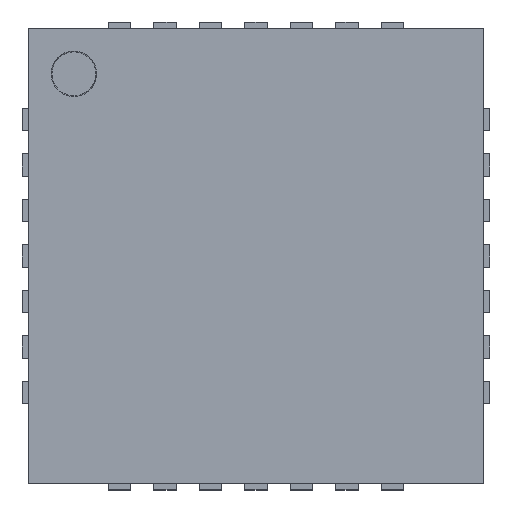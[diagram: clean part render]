
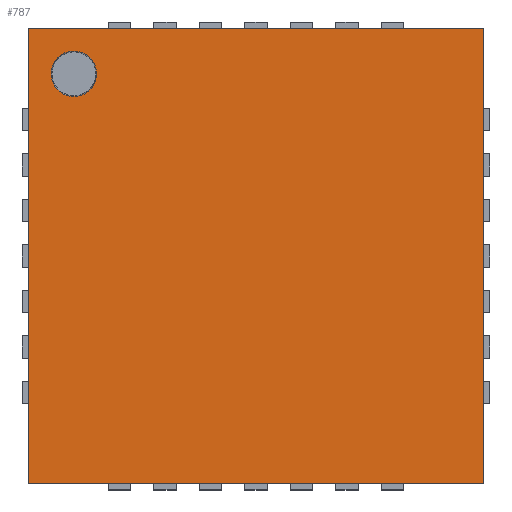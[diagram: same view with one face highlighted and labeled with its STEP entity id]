
A CAD part, top view. The second image highlights one B-rep face of the part: STEP entity #787.
In plain terms, the highlighted planar face has unit normal (0, 0, 1).
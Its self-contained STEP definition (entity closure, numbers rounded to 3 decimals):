
#76 = VERTEX_POINT ( 'NONE', #7969 ) ;
#335 = CARTESIAN_POINT ( 'NONE',  ( 2.5, 2.5, 0.97 ) ) ;
#449 = CARTESIAN_POINT ( 'NONE',  ( -2.5, -2.5, 0.97 ) ) ;
#505 = VECTOR ( 'NONE', #10836, 1000. ) ;
#605 = VECTOR ( 'NONE', #10803, 1000. ) ;
#787 = ADVANCED_FACE ( 'NONE', ( #11395, #11226 ), #6972, .F. ) ;
#1026 = LINE ( 'NONE', #1908, #10122 ) ;
#1071 = VERTEX_POINT ( 'NONE', #3632 ) ;
#1252 = DIRECTION ( 'NONE',  ( -1., 0., 0. ) ) ;
#1272 = CARTESIAN_POINT ( 'NONE',  ( -2., 2., 0.97 ) ) ;
#1712 = CIRCLE ( 'NONE', #3787, 0.25 ) ;
#1733 = CARTESIAN_POINT ( 'NONE',  ( 2.5, -2.5, 0.97 ) ) ;
#1871 = ORIENTED_EDGE ( 'NONE', *, *, #2393, .T. ) ;
#1908 = CARTESIAN_POINT ( 'NONE',  ( -2.5, -2.5, 0.97 ) ) ;
#2104 = DIRECTION ( 'NONE',  ( 0., 0., 1. ) ) ;
#2106 = ORIENTED_EDGE ( 'NONE', *, *, #3183, .T. ) ;
#2304 = CARTESIAN_POINT ( 'NONE',  ( -1.75, 2., 0.97 ) ) ;
#2368 = ORIENTED_EDGE ( 'NONE', *, *, #9160, .F. ) ;
#2393 = EDGE_CURVE ( 'NONE', #76, #10720, #1026, .T. ) ;
#2744 = LINE ( 'NONE', #7884, #5091 ) ;
#3183 = EDGE_CURVE ( 'NONE', #8717, #76, #10226, .T. ) ;
#3240 = ORIENTED_EDGE ( 'NONE', *, *, #6303, .T. ) ;
#3632 = CARTESIAN_POINT ( 'NONE',  ( -2.25, 2., 0.97 ) ) ;
#3787 = AXIS2_PLACEMENT_3D ( 'NONE', #1272, #2104, #6504 ) ;
#3864 = VERTEX_POINT ( 'NONE', #2304 ) ;
#5091 = VECTOR ( 'NONE', #6262, 1000. ) ;
#5419 = DIRECTION ( 'NONE',  ( 1., 0., 0. ) ) ;
#6122 = EDGE_CURVE ( 'NONE', #3864, #1071, #1712, .T. ) ;
#6262 = DIRECTION ( 'NONE',  ( -1., 0., 0. ) ) ;
#6271 = EDGE_CURVE ( 'NONE', #10720, #8132, #9870, .T. ) ;
#6303 = EDGE_CURVE ( 'NONE', #8132, #8717, #2744, .T. ) ;
#6504 = DIRECTION ( 'NONE',  ( 1., 0., 0. ) ) ;
#6972 = PLANE ( 'NONE',  #11190 ) ;
#7001 = CIRCLE ( 'NONE', #7563, 0.25 ) ;
#7481 = CARTESIAN_POINT ( 'NONE',  ( -2., 2., 0.97 ) ) ;
#7488 = EDGE_LOOP ( 'NONE', ( #10764, #2368 ) ) ;
#7563 = AXIS2_PLACEMENT_3D ( 'NONE', #7481, #10330, #11026 ) ;
#7884 = CARTESIAN_POINT ( 'NONE',  ( -2.5, 2.5, 0.97 ) ) ;
#7969 = CARTESIAN_POINT ( 'NONE',  ( -2.5, -2.5, 0.97 ) ) ;
#8132 = VERTEX_POINT ( 'NONE', #335 ) ;
#8396 = ORIENTED_EDGE ( 'NONE', *, *, #6271, .T. ) ;
#8673 = CARTESIAN_POINT ( 'NONE',  ( 0., 0., 0.97 ) ) ;
#8717 = VERTEX_POINT ( 'NONE', #10144 ) ;
#9160 = EDGE_CURVE ( 'NONE', #1071, #3864, #7001, .T. ) ;
#9611 = EDGE_LOOP ( 'NONE', ( #8396, #3240, #2106, #1871 ) ) ;
#9870 = LINE ( 'NONE', #1733, #605 ) ;
#10122 = VECTOR ( 'NONE', #5419, 1000. ) ;
#10144 = CARTESIAN_POINT ( 'NONE',  ( -2.5, 2.5, 0.97 ) ) ;
#10226 = LINE ( 'NONE', #449, #505 ) ;
#10330 = DIRECTION ( 'NONE',  ( 0., 0., 1. ) ) ;
#10474 = DIRECTION ( 'NONE',  ( 0., 0., -1. ) ) ;
#10720 = VERTEX_POINT ( 'NONE', #11519 ) ;
#10764 = ORIENTED_EDGE ( 'NONE', *, *, #6122, .F. ) ;
#10803 = DIRECTION ( 'NONE',  ( 0., 1., 0. ) ) ;
#10836 = DIRECTION ( 'NONE',  ( 0., -1., 0. ) ) ;
#11026 = DIRECTION ( 'NONE',  ( 1., 0., 0. ) ) ;
#11190 = AXIS2_PLACEMENT_3D ( 'NONE', #8673, #10474, #1252 ) ;
#11226 = FACE_OUTER_BOUND ( 'NONE', #9611, .T. ) ;
#11395 = FACE_BOUND ( 'NONE', #7488, .T. ) ;
#11519 = CARTESIAN_POINT ( 'NONE',  ( 2.5, -2.5, 0.97 ) ) ;
